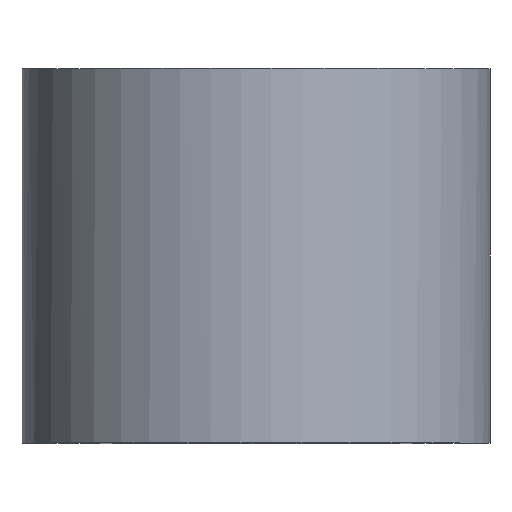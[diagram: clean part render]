
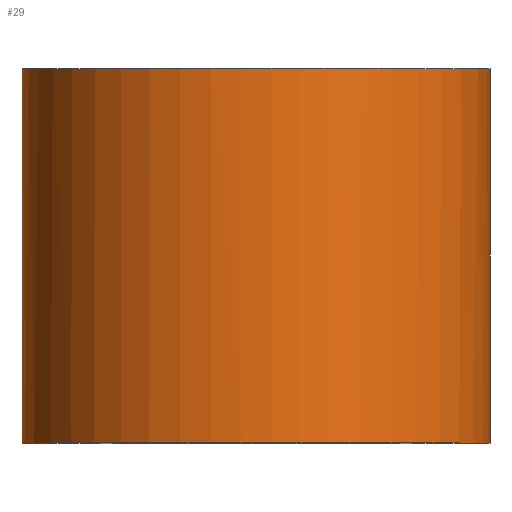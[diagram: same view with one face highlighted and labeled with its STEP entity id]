
A CAD part, top view. The second image highlights one B-rep face of the part: STEP entity #29.
In plain terms, the highlighted free-form (B-spline) face has degree [2, 1] with [5, 2] control points.
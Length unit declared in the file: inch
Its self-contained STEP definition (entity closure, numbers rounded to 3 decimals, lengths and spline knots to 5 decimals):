
#29=ADVANCED_FACE('',(#37),#105,.T.);
#37=FACE_OUTER_BOUND('',#45,.T.);
#45=EDGE_LOOP('',(#66,#67,#68,#69));
#66=ORIENTED_EDGE('',*,*,#75,.T.);
#67=ORIENTED_EDGE('',*,*,#79,.T.);
#68=ORIENTED_EDGE('',*,*,#77,.T.);
#69=ORIENTED_EDGE('',*,*,#81,.F.);
#75=EDGE_CURVE('',#95,#94,#90,.T.);
#77=EDGE_CURVE('',#100,#101,#92,.T.);
#79=EDGE_CURVE('',#94,#100,#83,.T.);
#81=EDGE_CURVE('',#95,#101,#85,.T.);
#83=B_SPLINE_CURVE_WITH_KNOTS('',1,(#233,#234),.UNSPECIFIED.,.F.,.F.,(2,
2),(0.02972,0.27972),.UNSPECIFIED.);
#85=B_SPLINE_CURVE_WITH_KNOTS('',1,(#237,#238),.UNSPECIFIED.,.F.,.F.,(2,
2),(0.02972,0.27972),.UNSPECIFIED.);
#90=(
BOUNDED_CURVE()
B_SPLINE_CURVE(2,(#213,#214,#215,#216,#217),.UNSPECIFIED.,.F.,.F.)
B_SPLINE_CURVE_WITH_KNOTS((3,2,3),(0.,0.24544,0.49087),
 .UNSPECIFIED.)
CURVE()
GEOMETRIC_REPRESENTATION_ITEM()
RATIONAL_B_SPLINE_CURVE((1.,0.707,1.,0.707,1.))
REPRESENTATION_ITEM('')
);
#92=(
BOUNDED_CURVE()
B_SPLINE_CURVE(2,(#223,#224,#225,#226,#227),.UNSPECIFIED.,.F.,.F.)
B_SPLINE_CURVE_WITH_KNOTS((3,2,3),(0.,0.24544,0.49087),
 .UNSPECIFIED.)
CURVE()
GEOMETRIC_REPRESENTATION_ITEM()
RATIONAL_B_SPLINE_CURVE((1.,0.707,1.,0.707,1.))
REPRESENTATION_ITEM('')
);
#94=VERTEX_POINT('',#183);
#95=VERTEX_POINT('',#184);
#100=VERTEX_POINT('',#189);
#101=VERTEX_POINT('',#190);
#105=(
BOUNDED_SURFACE()
B_SPLINE_SURFACE(2,1,((#173,#174),(#175,#176),(#177,#178),(#179,#180),(#181,
#182)),.UNSPECIFIED.,.F.,.F.,.F.)
B_SPLINE_SURFACE_WITH_KNOTS((3,2,3),(2,2),(3.14159,4.71239,
6.28319),(0.,0.30945),.UNSPECIFIED.)
GEOMETRIC_REPRESENTATION_ITEM()
RATIONAL_B_SPLINE_SURFACE(((1.,1.),(0.707,0.707),
(1.,1.),(0.707,0.707),(1.,1.)))
REPRESENTATION_ITEM('')
SURFACE()
);
#173=CARTESIAN_POINT('',(0.15625,0.27972,0.));
#174=CARTESIAN_POINT('',(0.15625,-0.02972,0.));
#175=CARTESIAN_POINT('',(0.15625,0.27972,0.15625));
#176=CARTESIAN_POINT('',(0.15625,-0.02972,0.15625));
#177=CARTESIAN_POINT('',(0.,0.27972,0.15625));
#178=CARTESIAN_POINT('',(0.,-0.02972,0.15625));
#179=CARTESIAN_POINT('',(-0.15625,0.27972,0.15625));
#180=CARTESIAN_POINT('',(-0.15625,-0.02972,0.15625));
#181=CARTESIAN_POINT('',(-0.15625,0.27972,0.));
#182=CARTESIAN_POINT('',(-0.15625,-0.02972,0.));
#183=CARTESIAN_POINT('',(-0.15625,0.25,0.));
#184=CARTESIAN_POINT('',(0.15625,0.25,0.));
#189=CARTESIAN_POINT('',(-0.15625,0.,0.));
#190=CARTESIAN_POINT('',(0.15625,0.,0.));
#213=CARTESIAN_POINT('',(0.15625,0.25,0.));
#214=CARTESIAN_POINT('',(0.15625,0.25,0.15625));
#215=CARTESIAN_POINT('',(0.,0.25,0.15625));
#216=CARTESIAN_POINT('',(-0.15625,0.25,0.15625));
#217=CARTESIAN_POINT('',(-0.15625,0.25,0.));
#223=CARTESIAN_POINT('',(-0.15625,0.,0.));
#224=CARTESIAN_POINT('',(-0.15625,0.,0.15625));
#225=CARTESIAN_POINT('',(0.,0.,0.15625));
#226=CARTESIAN_POINT('',(0.15625,0.,0.15625));
#227=CARTESIAN_POINT('',(0.15625,0.,0.));
#233=CARTESIAN_POINT('',(-0.15625,0.25,0.));
#234=CARTESIAN_POINT('',(-0.15625,0.,0.));
#237=CARTESIAN_POINT('',(0.15625,0.25,0.));
#238=CARTESIAN_POINT('',(0.15625,0.,0.));
